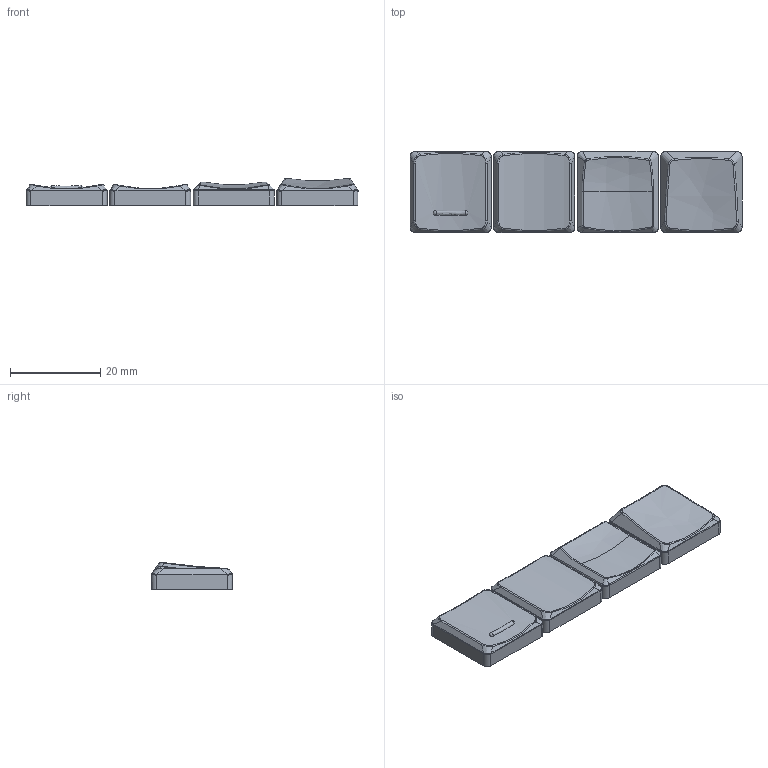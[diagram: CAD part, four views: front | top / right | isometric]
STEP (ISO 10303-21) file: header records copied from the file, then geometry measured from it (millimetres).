
FILE_DESCRIPTION(/* description */ ('Open CASCADE Model'),/* implementation_level */ '2;1');
FILE_NAME(/* name */ 'MK5 keycaps v35 choc v2 mx spacing.step',/* time_stamp */ '2025-08-19T11:41:14-04:00',/* author */ (''),/* organization */ (''),/* preprocessor_version */ 'ST-DEVELOPER v20.1',/* originating_system */ 'Autodesk Translation Framework v14.10.0.0',/* authorisation */ '');
FILE_SCHEMA (('AUTOMOTIVE_DESIGN { 1 0 10303 214 3 1 1 }'));
Length unit declared in the file: millimetre
Products named in the file (1): Open CASCADE STEP translator 7.5 1
Bounding box: 73.64 x 18 x 6 mm (x, y, z)
Volume: 2826 mm3; surface area: 4777.6 mm2
Topology: 4 solids, 4 shells, 274 faces, 660 edges, 406 vertices
Faces by surface type: plane 112, bspline 83, cylinder 61, cone 12, torus 3, sphere 3
Full cylindrical faces by diameter (mm): 5.45 x4
Entity records: 9758 total; most frequent: CARTESIAN_POINT 3761, ORIENTED_EDGE 1318, DIRECTION 1086, EDGE_CURVE 659, VERTEX_POINT 406, AXIS2_PLACEMENT_3D 381, LINE 324, VECTOR 324
